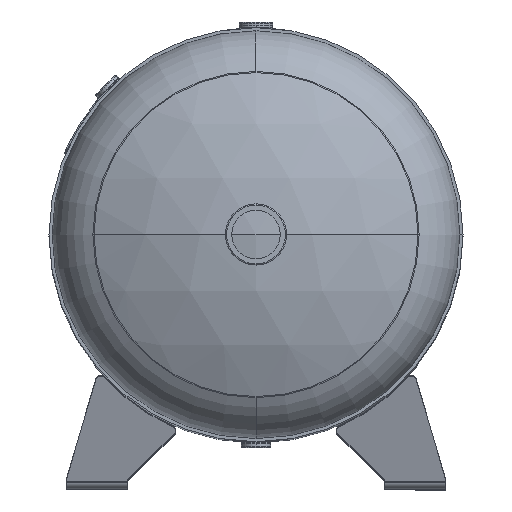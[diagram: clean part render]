
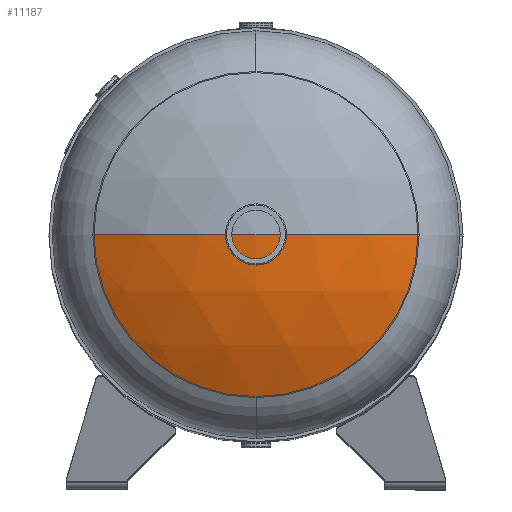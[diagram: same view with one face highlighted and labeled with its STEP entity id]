
A CAD part, top view. The second image highlights one B-rep face of the part: STEP entity #11187.
In plain terms, the highlighted spherical face has radius 457.2 mm.
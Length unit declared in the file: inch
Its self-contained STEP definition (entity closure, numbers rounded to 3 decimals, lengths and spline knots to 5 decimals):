
#18 = CARTESIAN_POINT ( 'NONE',  ( 0., -11.57764, 0. ) ) ;
#78 = EDGE_CURVE ( 'NONE', #814, #11821, #8676, .T. ) ;
#95 = CARTESIAN_POINT ( 'NONE',  ( 0., 4.54688, 0. ) ) ;
#374 = VERTEX_POINT ( 'NONE', #4034 ) ;
#481 = EDGE_LOOP ( 'NONE', ( #6037, #3642, #4813, #2051 ) ) ;
#814 = VERTEX_POINT ( 'NONE', #11987 ) ;
#1274 = AXIS2_PLACEMENT_3D ( 'NONE', #18, #7520, #9360 ) ;
#1801 = DIRECTION ( 'NONE',  ( 1., 0., 0. ) ) ;
#1883 = VERTEX_POINT ( 'NONE', #5915 ) ;
#2051 = ORIENTED_EDGE ( 'NONE', *, *, #8644, .F. ) ;
#2096 = DIRECTION ( 'NONE',  ( 0., 0., -1. ) ) ;
#2655 = DIRECTION ( 'NONE',  ( 0., -1., 0. ) ) ;
#3642 = ORIENTED_EDGE ( 'NONE', *, *, #78, .T. ) ;
#4034 = CARTESIAN_POINT ( 'NONE',  ( 8., 4.54688, 0. ) ) ;
#4050 = DIRECTION ( 'NONE',  ( 0., -1., 0. ) ) ;
#4795 = DIRECTION ( 'NONE',  ( 0., 0., 1. ) ) ;
#4813 = ORIENTED_EDGE ( 'NONE', *, *, #12017, .F. ) ;
#5409 = DIRECTION ( 'NONE',  ( -1., 0., 0. ) ) ;
#5611 = CIRCLE ( 'NONE', #10094, 8. ) ;
#5915 = CARTESIAN_POINT ( 'NONE',  ( 0., 4.54688, 8. ) ) ;
#6037 = ORIENTED_EDGE ( 'NONE', *, *, #10608, .F. ) ;
#6688 = FACE_OUTER_BOUND ( 'NONE', #481, .T. ) ;
#7055 = DIRECTION ( 'NONE',  ( 0., 0., -1. ) ) ;
#7520 = DIRECTION ( 'NONE',  ( 0., 0., 1. ) ) ;
#8217 = DIRECTION ( 'NONE',  ( 0., 0., -1. ) ) ;
#8383 = AXIS2_PLACEMENT_3D ( 'NONE', #9993, #7055, #5409 ) ;
#8644 = EDGE_CURVE ( 'NONE', #374, #1883, #5611, .T. ) ;
#8676 = CIRCLE ( 'NONE', #1274, 18. ) ;
#9022 = CIRCLE ( 'NONE', #10388, 8. ) ;
#9360 = DIRECTION ( 'NONE',  ( 1., 0., 0. ) ) ;
#9374 = CARTESIAN_POINT ( 'NONE',  ( 0., 4.54688, 0. ) ) ;
#9993 = CARTESIAN_POINT ( 'NONE',  ( 0., -11.57764, 0. ) ) ;
#10094 = AXIS2_PLACEMENT_3D ( 'NONE', #95, #4050, #2096 ) ;
#10229 = SPHERICAL_SURFACE ( 'NONE', #10375, 18. ) ;
#10375 = AXIS2_PLACEMENT_3D ( 'NONE', #12050, #4795, #1801 ) ;
#10388 = AXIS2_PLACEMENT_3D ( 'NONE', #9374, #2655, #8217 ) ;
#10608 = EDGE_CURVE ( 'NONE', #814, #374, #10918, .T. ) ;
#10776 = CARTESIAN_POINT ( 'NONE',  ( -8., 4.54688, 0. ) ) ;
#10918 = CIRCLE ( 'NONE', #8383, 18. ) ;
#11187 = ADVANCED_FACE ( 'NONE', ( #6688 ), #10229, .T. ) ;
#11821 = VERTEX_POINT ( 'NONE', #10776 ) ;
#11987 = CARTESIAN_POINT ( 'NONE',  ( 0., 6.42236, 0. ) ) ;
#12017 = EDGE_CURVE ( 'NONE', #1883, #11821, #9022, .T. ) ;
#12050 = CARTESIAN_POINT ( 'NONE',  ( 0., -11.57764, 0. ) ) ;
